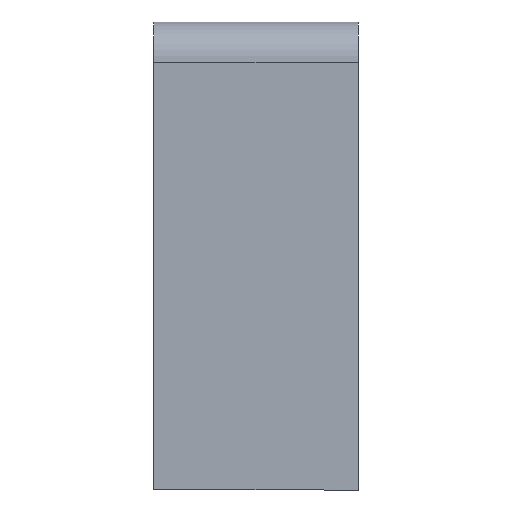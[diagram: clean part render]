
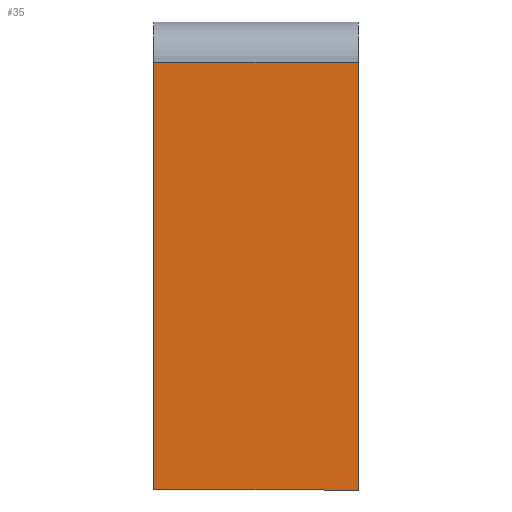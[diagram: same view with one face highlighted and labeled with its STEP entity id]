
A CAD part, left-side view. The second image highlights one B-rep face of the part: STEP entity #35.
In plain terms, the highlighted planar face has unit normal (-1, 0, -0.009).
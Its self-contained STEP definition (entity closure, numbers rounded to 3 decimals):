
#15 = CARTESIAN_POINT ( 'NONE',  ( 182.195, 40., -113.577 ) ) ;
#17 = LINE ( 'NONE', #70, #221 ) ;
#23 = CARTESIAN_POINT ( 'NONE',  ( 182.195, 58., -113.577 ) ) ;
#25 = ORIENTED_EDGE ( 'NONE', *, *, #76, .T. ) ;
#35 = ADVANCED_FACE ( 'NONE', ( #250 ), #285, .T. ) ;
#37 = DIRECTION ( 'NONE',  ( 0., -1., 0. ) ) ;
#61 = CARTESIAN_POINT ( 'NONE',  ( 181.835, 58., -72.35 ) ) ;
#62 = ORIENTED_EDGE ( 'NONE', *, *, #81, .F. ) ;
#66 = DIRECTION ( 'NONE',  ( -0.009, 0., 1. ) ) ;
#70 = CARTESIAN_POINT ( 'NONE',  ( 181.864, 40., -75.713 ) ) ;
#76 = EDGE_CURVE ( 'NONE', #318, #455, #17, .T. ) ;
#81 = EDGE_CURVE ( 'NONE', #303, #165, #373, .T. ) ;
#105 = ORIENTED_EDGE ( 'NONE', *, *, #308, .T. ) ;
#121 = CARTESIAN_POINT ( 'NONE',  ( 182.195, 40., -113.577 ) ) ;
#165 = VERTEX_POINT ( 'NONE', #282 ) ;
#175 = CARTESIAN_POINT ( 'NONE',  ( 181.835, 40., -72.35 ) ) ;
#182 = DIRECTION ( 'NONE',  ( -1., 0., -0.009 ) ) ;
#221 = VECTOR ( 'NONE', #334, 1000. ) ;
#250 = FACE_OUTER_BOUND ( 'NONE', #272, .T. ) ;
#272 = EDGE_LOOP ( 'NONE', ( #439, #62, #105, #25 ) ) ;
#282 = CARTESIAN_POINT ( 'NONE',  ( 181.866, 58., -75.869 ) ) ;
#285 = PLANE ( 'NONE',  #329 ) ;
#303 = VERTEX_POINT ( 'NONE', #23 ) ;
#308 = EDGE_CURVE ( 'NONE', #303, #318, #374, .T. ) ;
#318 = VERTEX_POINT ( 'NONE', #121 ) ;
#322 = CARTESIAN_POINT ( 'NONE',  ( 181.866, 40., -75.869 ) ) ;
#329 = AXIS2_PLACEMENT_3D ( 'NONE', #175, #182, #366 ) ;
#334 = DIRECTION ( 'NONE',  ( -0.009, 0., 1. ) ) ;
#366 = DIRECTION ( 'NONE',  ( -0.009, 0., 1. ) ) ;
#370 = VECTOR ( 'NONE', #37, 1000. ) ;
#373 = LINE ( 'NONE', #61, #441 ) ;
#374 = LINE ( 'NONE', #15, #370 ) ;
#381 = LINE ( 'NONE', #392, #386 ) ;
#386 = VECTOR ( 'NONE', #420, 1000. ) ;
#392 = CARTESIAN_POINT ( 'NONE',  ( 181.866, 40., -75.869 ) ) ;
#420 = DIRECTION ( 'NONE',  ( 0., 1., 0. ) ) ;
#439 = ORIENTED_EDGE ( 'NONE', *, *, #472, .T. ) ;
#441 = VECTOR ( 'NONE', #66, 1000. ) ;
#455 = VERTEX_POINT ( 'NONE', #322 ) ;
#472 = EDGE_CURVE ( 'NONE', #455, #165, #381, .T. ) ;
